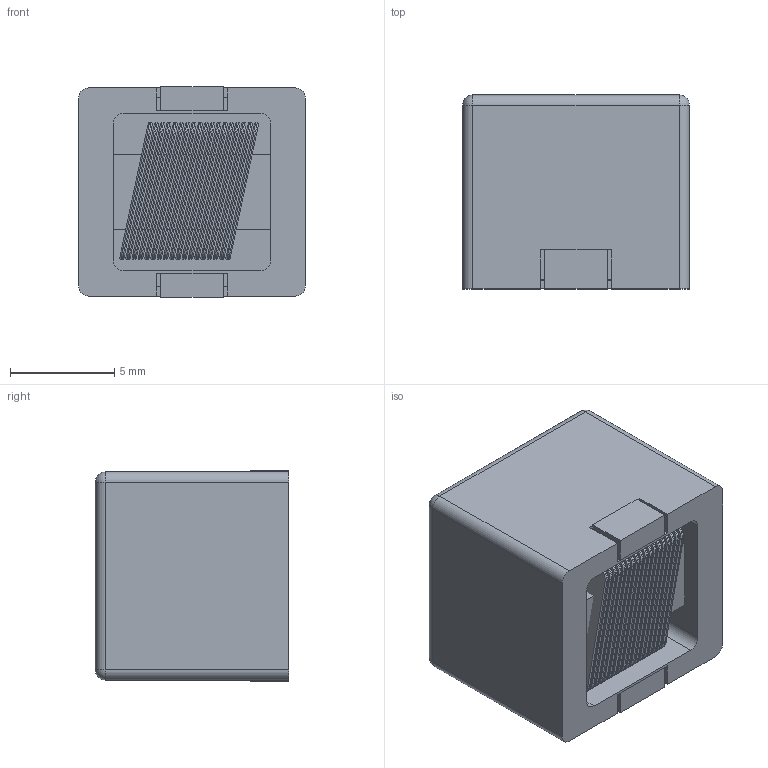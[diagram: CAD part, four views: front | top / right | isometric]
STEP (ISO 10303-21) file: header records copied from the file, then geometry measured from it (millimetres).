
FILE_DESCRIPTION (( 'STEP AP214' ), '1' );
FILE_NAME ('7443330022.STEP', '2022-09-14T05:00:53', ( '' ), ( '' ), 'SwSTEP 2.0', 'SolidWorks 2018', '' );
FILE_SCHEMA (( 'AUTOMOTIVE_DESIGN' ));
Length unit declared in the file: millimetre
Products named in the file (1): 7443330022
Bounding box: 10.9 x 9.3 x 10.12 mm (x, y, z)
Volume: 930.9 mm3; surface area: 1682.9 mm2
Topology: 21 solids, 21 shells, 527 faces, 1156 edges, 668 vertices
Faces by surface type: bspline 216, cylinder 156, plane 151, sphere 4
Entity records: 22754 total; most frequent: CARTESIAN_POINT 6740, ORIENTED_EDGE 2304, DIRECTION 1800, EDGE_CURVE 1152, VERTEX_POINT 668, AXIS2_PLACEMENT_3D 624, LINE 552, VECTOR 552
